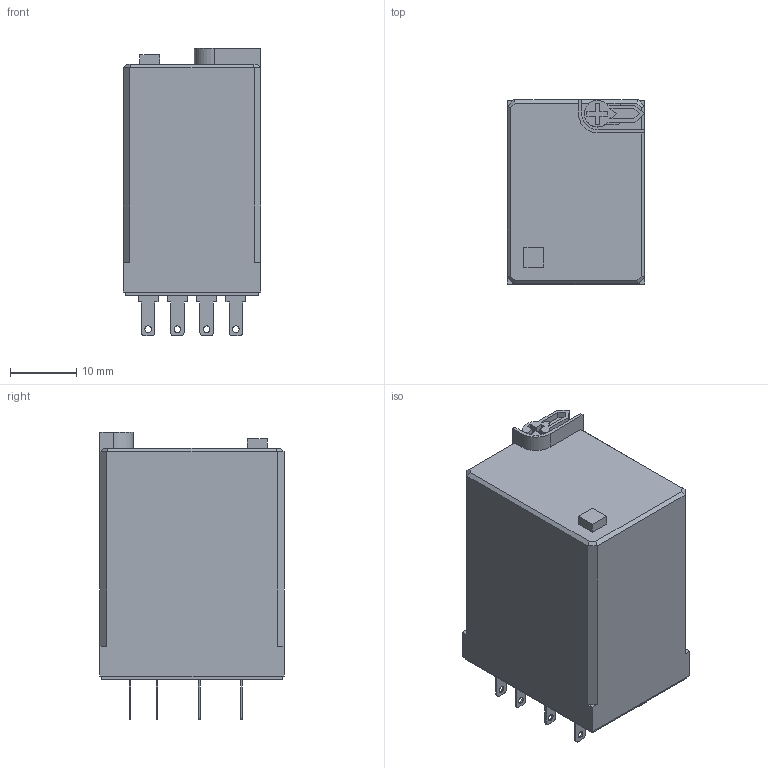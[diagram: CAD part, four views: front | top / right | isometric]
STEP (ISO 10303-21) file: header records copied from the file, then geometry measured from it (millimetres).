
FILE_DESCRIPTION((''),'2;1');
FILE_NAME('REL_FINDER_55.34.stp','2011-03-29T13:19:49',(''),(''),'Mechanical Desktop 2011','Mechanical Desktop 2011',', , ');
FILE_SCHEMA(('AUTOMOTIVE_DESIGN { 1 2 10303 214 1 1 1 1 }'));
Length unit declared in the file: millimetre
Products named in the file (1): Product
Bounding box: 20.7 x 27.7 x 43.3 mm (x, y, z)
Volume: 19949.4 mm3; surface area: 5048.7 mm2
Topology: 17 solids, 17 shells, 272 faces, 697 edges, 462 vertices
Faces by surface type: plane 205, cylinder 59, bspline 8
Entity records: 8283 total; most frequent: CARTESIAN_POINT 1456, ORIENTED_EDGE 1394, DIRECTION 1347, EDGE_CURVE 697, VECTOR 577, LINE 577, VERTEX_POINT 462, AXIS2_PLACEMENT_3D 385
